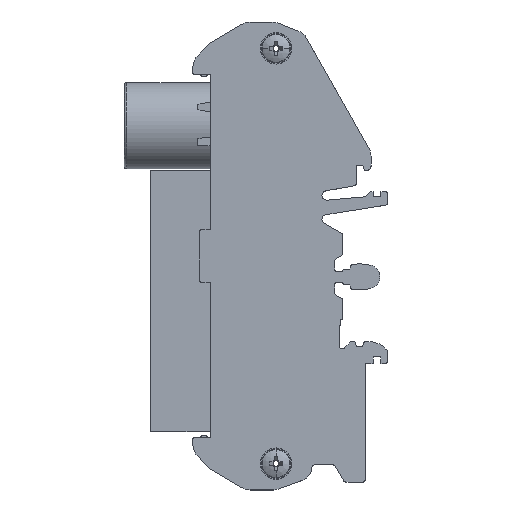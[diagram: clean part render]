
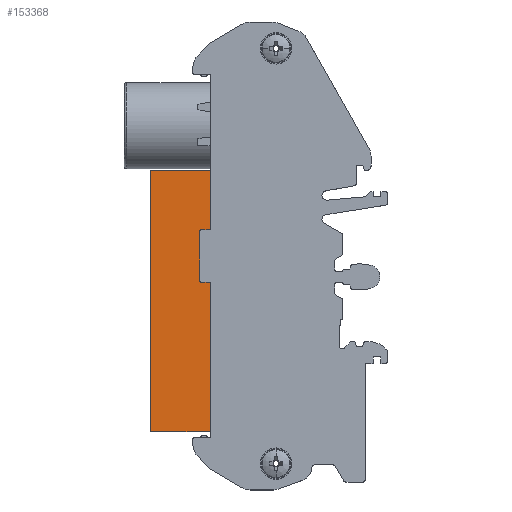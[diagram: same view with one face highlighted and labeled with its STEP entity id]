
A CAD part, front view. The second image highlights one B-rep face of the part: STEP entity #153368.
In plain terms, the highlighted planar face has unit normal (0, -1, 0).
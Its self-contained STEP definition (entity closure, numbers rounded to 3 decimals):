
#151272 = PLANE('',#151273);
#151273 = AXIS2_PLACEMENT_3D('',#151274,#151275,#151276);
#151274 = CARTESIAN_POINT('',(-22.33,-15.548,
    16.42));
#151275 = DIRECTION('',(0.,0.,-1.));
#151276 = DIRECTION('',(0.,1.,0.));
#151328 = PLANE('',#151329);
#151329 = AXIS2_PLACEMENT_3D('',#151330,#151331,#151332);
#151330 = CARTESIAN_POINT('',(-22.33,-15.548,
    -33.58));
#151331 = DIRECTION('',(0.,0.,1.));
#151332 = DIRECTION('',(1.,0.,0.));
#153368 = ADVANCED_FACE('',(#153369),#153383,.F.);
#153369 = FACE_BOUND('',#153370,.T.);
#153370 = EDGE_LOOP('',(#153371,#153394,#153417,#153445));
#153371 = ORIENTED_EDGE('',*,*,#153372,.T.);
#153372 = EDGE_CURVE('',#153373,#153375,#153377,.T.);
#153373 = VERTEX_POINT('',#153374);
#153374 = CARTESIAN_POINT('',(-2.33,-15.548,
    -33.58));
#153375 = VERTEX_POINT('',#153376);
#153376 = CARTESIAN_POINT('',(-2.33,-15.548,
    16.42));
#153377 = SURFACE_CURVE('',#153378,(#153382),.PCURVE_S1.);
#153378 = LINE('',#153379,#153380);
#153379 = CARTESIAN_POINT('',(-2.33,-15.548,
    16.42));
#153380 = VECTOR('',#153381,1.);
#153381 = DIRECTION('',(0.,0.,1.));
#153382 = PCURVE('',#153383,#153388);
#153383 = PLANE('',#153384);
#153384 = AXIS2_PLACEMENT_3D('',#153385,#153386,#153387);
#153385 = CARTESIAN_POINT('',(-22.33,-15.548,
    16.42));
#153386 = DIRECTION('',(0.,1.,0.));
#153387 = DIRECTION('',(0.,0.,-1.));
#153388 = DEFINITIONAL_REPRESENTATION('',(#153389),#153393);
#153389 = LINE('',#153390,#153391);
#153390 = CARTESIAN_POINT('',(0.,-20.));
#153391 = VECTOR('',#153392,1.);
#153392 = DIRECTION('',(-1.,0.));
#153393 = ( GEOMETRIC_REPRESENTATION_CONTEXT(2) 
PARAMETRIC_REPRESENTATION_CONTEXT() REPRESENTATION_CONTEXT('2D SPACE',''
  ) );
#153394 = ORIENTED_EDGE('',*,*,#153395,.F.);
#153395 = EDGE_CURVE('',#153396,#153375,#153398,.T.);
#153396 = VERTEX_POINT('',#153397);
#153397 = CARTESIAN_POINT('',(-22.33,-15.548,
    16.42));
#153398 = SURFACE_CURVE('',#153399,(#153403,#153410),.PCURVE_S1.);
#153399 = LINE('',#153400,#153401);
#153400 = CARTESIAN_POINT('',(-22.33,-15.548,
    16.42));
#153401 = VECTOR('',#153402,1.);
#153402 = DIRECTION('',(1.,0.,0.));
#153403 = PCURVE('',#153383,#153404);
#153404 = DEFINITIONAL_REPRESENTATION('',(#153405),#153409);
#153405 = LINE('',#153406,#153407);
#153406 = CARTESIAN_POINT('',(0.,0.));
#153407 = VECTOR('',#153408,1.);
#153408 = DIRECTION('',(0.,-1.));
#153409 = ( GEOMETRIC_REPRESENTATION_CONTEXT(2) 
PARAMETRIC_REPRESENTATION_CONTEXT() REPRESENTATION_CONTEXT('2D SPACE',''
  ) );
#153410 = PCURVE('',#151272,#153411);
#153411 = DEFINITIONAL_REPRESENTATION('',(#153412),#153416);
#153412 = LINE('',#153413,#153414);
#153413 = CARTESIAN_POINT('',(0.,0.));
#153414 = VECTOR('',#153415,1.);
#153415 = DIRECTION('',(0.,1.));
#153416 = ( GEOMETRIC_REPRESENTATION_CONTEXT(2) 
PARAMETRIC_REPRESENTATION_CONTEXT() REPRESENTATION_CONTEXT('2D SPACE',''
  ) );
#153417 = ORIENTED_EDGE('',*,*,#153418,.F.);
#153418 = EDGE_CURVE('',#153419,#153396,#153421,.T.);
#153419 = VERTEX_POINT('',#153420);
#153420 = CARTESIAN_POINT('',(-22.33,-15.548,
    -33.58));
#153421 = SURFACE_CURVE('',#153422,(#153426,#153433),.PCURVE_S1.);
#153422 = LINE('',#153423,#153424);
#153423 = CARTESIAN_POINT('',(-22.33,-15.548,
    16.42));
#153424 = VECTOR('',#153425,1.);
#153425 = DIRECTION('',(0.,0.,1.));
#153426 = PCURVE('',#153383,#153427);
#153427 = DEFINITIONAL_REPRESENTATION('',(#153428),#153432);
#153428 = LINE('',#153429,#153430);
#153429 = CARTESIAN_POINT('',(0.,0.));
#153430 = VECTOR('',#153431,1.);
#153431 = DIRECTION('',(-1.,0.));
#153432 = ( GEOMETRIC_REPRESENTATION_CONTEXT(2) 
PARAMETRIC_REPRESENTATION_CONTEXT() REPRESENTATION_CONTEXT('2D SPACE',''
  ) );
#153433 = PCURVE('',#153434,#153439);
#153434 = PLANE('',#153435);
#153435 = AXIS2_PLACEMENT_3D('',#153436,#153437,#153438);
#153436 = CARTESIAN_POINT('',(-22.33,9.452,
    -8.58));
#153437 = DIRECTION('',(1.,0.,0.));
#153438 = DIRECTION('',(0.,-1.,0.));
#153439 = DEFINITIONAL_REPRESENTATION('',(#153440),#153444);
#153440 = LINE('',#153441,#153442);
#153441 = CARTESIAN_POINT('',(25.,-25.));
#153442 = VECTOR('',#153443,1.);
#153443 = DIRECTION('',(0.,-1.));
#153444 = ( GEOMETRIC_REPRESENTATION_CONTEXT(2) 
PARAMETRIC_REPRESENTATION_CONTEXT() REPRESENTATION_CONTEXT('2D SPACE',''
  ) );
#153445 = ORIENTED_EDGE('',*,*,#153446,.T.);
#153446 = EDGE_CURVE('',#153419,#153373,#153447,.T.);
#153447 = SURFACE_CURVE('',#153448,(#153452,#153459),.PCURVE_S1.);
#153448 = LINE('',#153449,#153450);
#153449 = CARTESIAN_POINT('',(-22.33,-15.548,
    -33.58));
#153450 = VECTOR('',#153451,1.);
#153451 = DIRECTION('',(1.,0.,0.));
#153452 = PCURVE('',#153383,#153453);
#153453 = DEFINITIONAL_REPRESENTATION('',(#153454),#153458);
#153454 = LINE('',#153455,#153456);
#153455 = CARTESIAN_POINT('',(50.,0.));
#153456 = VECTOR('',#153457,1.);
#153457 = DIRECTION('',(0.,-1.));
#153458 = ( GEOMETRIC_REPRESENTATION_CONTEXT(2) 
PARAMETRIC_REPRESENTATION_CONTEXT() REPRESENTATION_CONTEXT('2D SPACE',''
  ) );
#153459 = PCURVE('',#151328,#153460);
#153460 = DEFINITIONAL_REPRESENTATION('',(#153461),#153465);
#153461 = LINE('',#153462,#153463);
#153462 = CARTESIAN_POINT('',(0.,0.));
#153463 = VECTOR('',#153464,1.);
#153464 = DIRECTION('',(1.,0.));
#153465 = ( GEOMETRIC_REPRESENTATION_CONTEXT(2) 
PARAMETRIC_REPRESENTATION_CONTEXT() REPRESENTATION_CONTEXT('2D SPACE',''
  ) );
